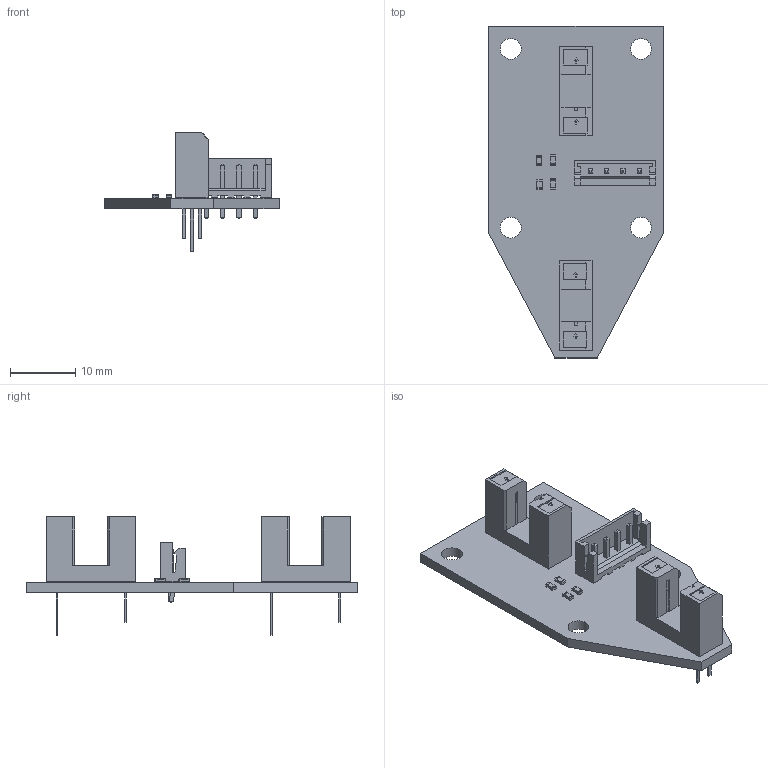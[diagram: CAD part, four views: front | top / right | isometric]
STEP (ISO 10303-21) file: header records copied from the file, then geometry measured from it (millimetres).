
FILE_DESCRIPTION(('KiCad electronic assembly'),'2;1');
FILE_NAME('endstops.step','2021-06-06T11:54:46',('An Author'),( 'A Company'),'Open CASCADE STEP processor 6.9', 'KiCad to STEP converter','Unknown');
FILE_SCHEMA(('AUTOMOTIVE_DESIGN { 1 0 10303 214 1 1 1 1 }'));
Length unit declared in the file: millimetre
Products named in the file (8): Open CASCADE STEP translator 6.9 1; JST_EH_B4B-EH-A_1x04_P2.50mm_Vertical; SOLID; R_0603_1608Metric; EE_SX4081; COMPOUND
Assembly tree (11 placements, depth 3):
  Open CASCADE STEP translator 6.9 1
    JST_EH_B4B-EH-A_1x04_P2.50mm_Vertical
      SOLID
    R_0603_1608Metric  x4
      SOLID
    EE_SX4081  x2
      SOLID
    COMPOUND
Bounding box: 26.8 x 51.02 x 18.2 mm (x, y, z)
Volume: 2914.3 mm3; surface area: 4158.6 mm2
Topology: 8 solids, 8 shells, 410 faces, 1076 edges, 704 vertices
Faces by surface type: plane 360, cylinder 50
Full cylindrical faces by diameter (mm): 0.864 x10, 0.95 x4, 3.2 x4
Entity records: 17722 total; most frequent: CARTESIAN_POINT 2755, DIRECTION 2582, LINE 1900, VECTOR 1900, ORIENTED_EDGE 1336, PCURVE 1336, DEFINITIONAL_REPRESENTATION 1336, EDGE_CURVE 668
